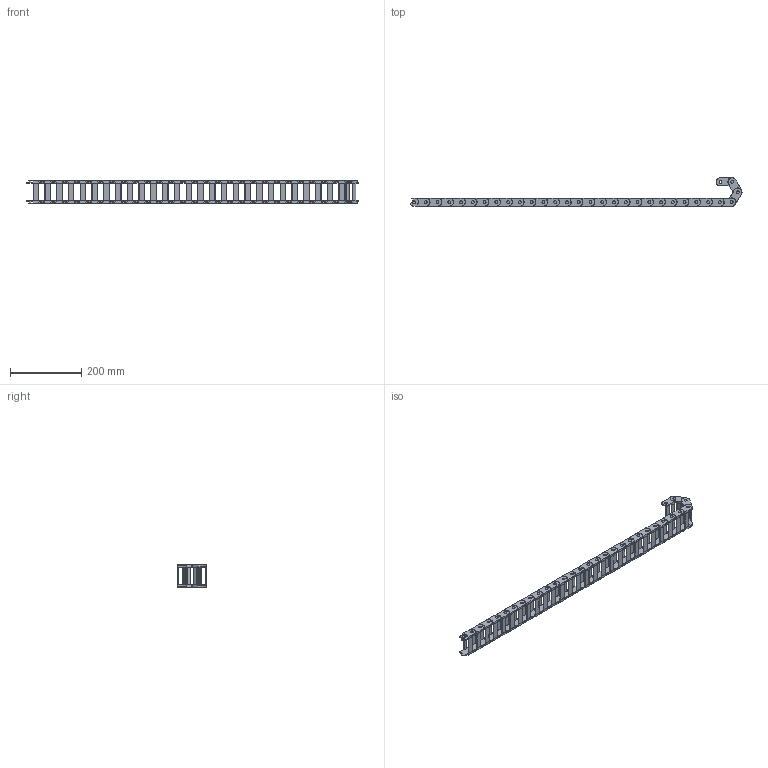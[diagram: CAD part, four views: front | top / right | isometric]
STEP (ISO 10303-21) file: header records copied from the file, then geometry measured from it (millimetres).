
FILE_DESCRIPTION (( 'STEP AP203' ), '1' );
FILE_NAME ('CDC-0.7X2.0R1.1T.step', '2024-04-09T20:07:44', ( '' ), ( '' ), 'SwSTEP 2.0', 'SolidWorks 2023', '' );
FILE_SCHEMA (( 'CONFIG_CONTROL_DESIGN' ));
Products named in the file (1): CDC-0.7X2.0R1.1T
Bounding box: 931.18 x 79.84 x 62 mm (x, y, z)
Volume: 311252.5 mm3; surface area: 262185.1 mm2
Topology: 30 solids, 30 shells, 2280 faces, 6300 edges, 4200 vertices
Faces by surface type: cylinder 1170, plane 1110
Entity records: 73945 total; most frequent: DIRECTION 13322, CARTESIAN_POINT 12781, ORIENTED_EDGE 12600, EDGE_CURVE 6300, AXIS2_PLACEMENT_3D 4741, VERTEX_POINT 4200, VECTOR 3840, LINE 3840
